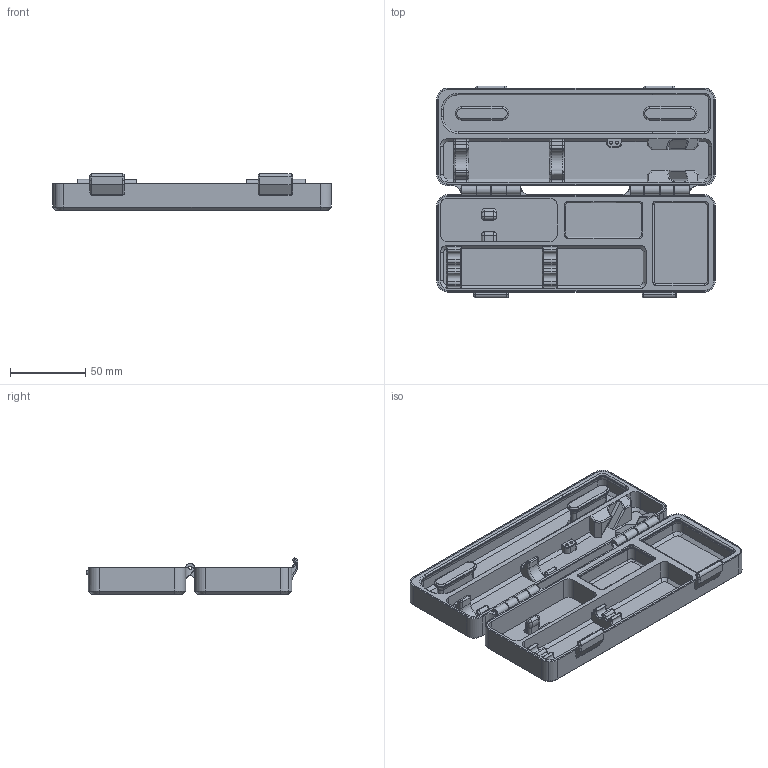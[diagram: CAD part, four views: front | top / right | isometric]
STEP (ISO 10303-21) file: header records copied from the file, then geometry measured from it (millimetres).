
FILE_DESCRIPTION(/* description */ (''),/* implementation_level */ '2;1');
FILE_NAME(/* name */ 'pinecil-case-embos.step',/* time_stamp */ '2022-10-09T01:17:19+02:00',/* author */ (''),/* organization */ (''),/* preprocessor_version */ 'ST-DEVELOPER v19',/* originating_system */ 'Autodesk Translation Framework v11.7.0.108',/* authorisation */ '');
FILE_SCHEMA (('AUTOMOTIVE_DESIGN { 1 0 10303 214 3 1 1 }'));
Length unit declared in the file: millimetre
Products named in the file (3): pinecil-case; Deksel; Onderkant
Assembly tree (2 placements, depth 2):
  pinecil-case
    Deksel
    Onderkant
Bounding box: 185.8 x 141.27 x 24 mm (x, y, z)
Volume: 134869.4 mm3; surface area: 172714.8 mm2
Topology: 4 solids, 4 shells, 890 faces, 2145 edges, 1252 vertices
Faces by surface type: plane 324, cylinder 251, bspline 175, torus 88, cone 38, sphere 14
Full cylindrical faces by diameter (mm): 2 x10
Entity records: 35330 total; most frequent: CARTESIAN_POINT 15443, ORIENTED_EDGE 4242, DIRECTION 3903, EDGE_CURVE 2121, AXIS2_PLACEMENT_3D 1410, VERTEX_POINT 1252, LINE 1083, VECTOR 1083
